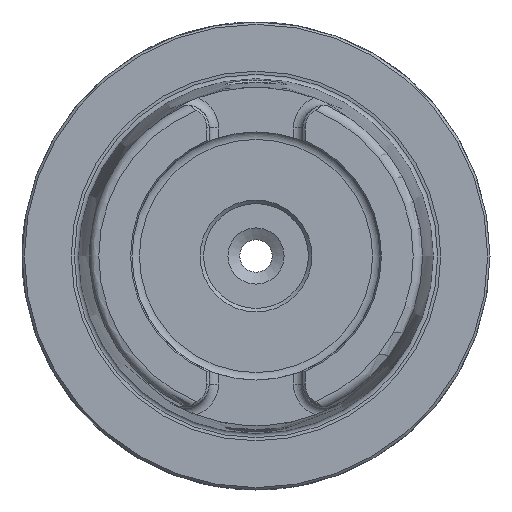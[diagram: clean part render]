
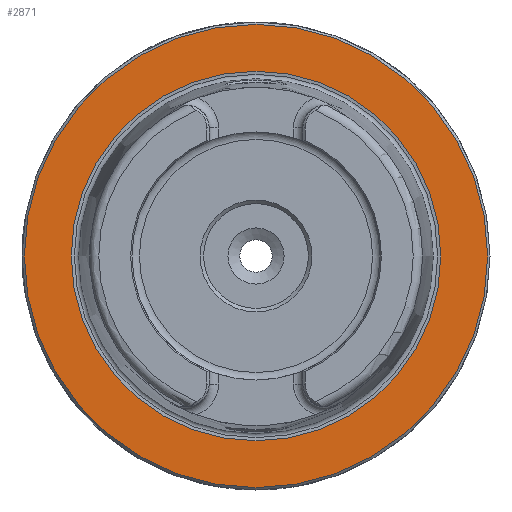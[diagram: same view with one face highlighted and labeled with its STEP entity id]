
A CAD part, left-side view. The second image highlights one B-rep face of the part: STEP entity #2871.
In plain terms, the highlighted planar face has unit normal (-1, 0, 0).
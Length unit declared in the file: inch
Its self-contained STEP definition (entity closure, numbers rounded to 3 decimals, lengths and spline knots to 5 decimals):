
#157=FACE_BOUND('',#505,.T.);
#239=PLANE('',#3106);
#341=FACE_OUTER_BOUND('',#504,.T.);
#504=EDGE_LOOP('',(#2222));
#505=EDGE_LOOP('',(#2223,#2224));
#951=CIRCLE('',#3105,1.94882);
#952=CIRCLE('',#3107,1.55442);
#953=CIRCLE('',#3108,1.55442);
#1239=VERTEX_POINT('',#6013);
#1240=VERTEX_POINT('',#6017);
#1241=VERTEX_POINT('',#6018);
#1599=EDGE_CURVE('',#1239,#1239,#951,.T.);
#1600=EDGE_CURVE('',#1240,#1241,#952,.T.);
#1601=EDGE_CURVE('',#1241,#1240,#953,.T.);
#2222=ORIENTED_EDGE('',*,*,#1599,.F.);
#2223=ORIENTED_EDGE('',*,*,#1600,.T.);
#2224=ORIENTED_EDGE('',*,*,#1601,.T.);
#2871=ADVANCED_FACE('',(#341,#157),#239,.T.);
#3105=AXIS2_PLACEMENT_3D('',#6015,#3647,#3648);
#3106=AXIS2_PLACEMENT_3D('',#6016,#3649,#3650);
#3107=AXIS2_PLACEMENT_3D('',#6019,#3651,#3652);
#3108=AXIS2_PLACEMENT_3D('',#6020,#3653,#3654);
#3647=DIRECTION('center_axis',(1.,0.,0.));
#3648=DIRECTION('ref_axis',(0.,-1.,0.));
#3649=DIRECTION('center_axis',(-1.,0.,0.));
#3650=DIRECTION('ref_axis',(0.,0.,1.));
#3651=DIRECTION('center_axis',(1.,0.,0.));
#3652=DIRECTION('ref_axis',(0.,1.,0.));
#3653=DIRECTION('center_axis',(1.,0.,0.));
#3654=DIRECTION('ref_axis',(0.,1.,0.));
#6013=CARTESIAN_POINT('',(0.,1.94882,0.));
#6015=CARTESIAN_POINT('Origin',(0.,0.,0.));
#6016=CARTESIAN_POINT('Origin',(0.,0.98425,0.));
#6017=CARTESIAN_POINT('',(0.,1.55442,0.));
#6018=CARTESIAN_POINT('',(0.,-1.55442,0.));
#6019=CARTESIAN_POINT('Origin',(0.,0.,0.));
#6020=CARTESIAN_POINT('Origin',(0.,0.,0.));
